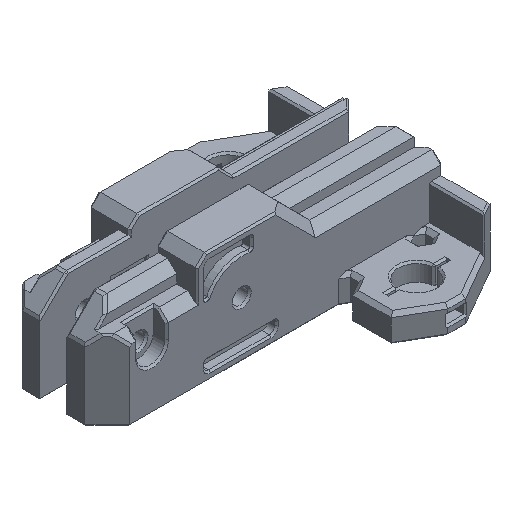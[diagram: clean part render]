
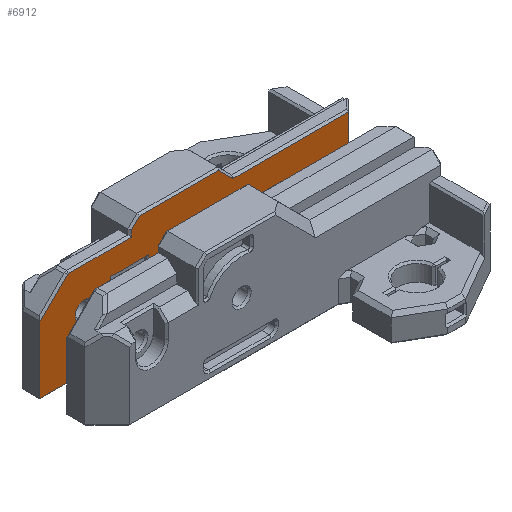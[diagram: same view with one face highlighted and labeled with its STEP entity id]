
A CAD part, isometric view. The second image highlights one B-rep face of the part: STEP entity #6912.
In plain terms, the highlighted planar face has unit normal (0, -1, 0).
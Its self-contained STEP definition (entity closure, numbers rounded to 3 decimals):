
#18=FACE_BOUND('',#650,.T.);
#19=FACE_BOUND('',#651,.T.);
#20=FACE_BOUND('',#652,.T.);
#75=CIRCLE('',#7350,2.1);
#76=CIRCLE('',#7351,2.1);
#234=FACE_OUTER_BOUND('',#649,.T.);
#649=EDGE_LOOP('',(#4659,#4660,#4661,#4662,#4663,#4664,#4665,#4666,#4667,
#4668));
#650=EDGE_LOOP('',(#4669));
#651=EDGE_LOOP('',(#4670));
#652=EDGE_LOOP('',(#4671,#4672,#4673,#4674,#4675,#4676,#4677,#4678,#4679,
#4680));
#1112=LINE('',#9904,#2021);
#1116=LINE('',#9912,#2025);
#1119=LINE('',#9919,#2028);
#1123=LINE('',#9927,#2032);
#1126=LINE('',#9933,#2035);
#1130=LINE('',#9941,#2039);
#1133=LINE('',#9947,#2042);
#1136=LINE('',#9953,#2045);
#1138=LINE('',#9956,#2047);
#1141=LINE('',#9960,#2050);
#1153=LINE('',#9986,#2062);
#1154=LINE('',#9988,#2063);
#1155=LINE('',#9990,#2064);
#1156=LINE('',#9992,#2065);
#1157=LINE('',#9994,#2066);
#1158=LINE('',#9996,#2067);
#1159=LINE('',#9998,#2068);
#1160=LINE('',#10000,#2069);
#1161=LINE('',#10002,#2070);
#1162=LINE('',#10003,#2071);
#2021=VECTOR('',#7935,10.);
#2025=VECTOR('',#7941,10.);
#2028=VECTOR('',#7946,10.);
#2032=VECTOR('',#7952,10.);
#2035=VECTOR('',#7957,10.);
#2039=VECTOR('',#7963,10.);
#2042=VECTOR('',#7968,10.);
#2045=VECTOR('',#7973,10.);
#2047=VECTOR('',#7977,10.);
#2050=VECTOR('',#7982,10.);
#2062=VECTOR('',#8006,10.);
#2063=VECTOR('',#8007,10.);
#2064=VECTOR('',#8008,10.);
#2065=VECTOR('',#8009,10.);
#2066=VECTOR('',#8010,10.);
#2067=VECTOR('',#8011,10.);
#2068=VECTOR('',#8012,10.);
#2069=VECTOR('',#8013,10.);
#2070=VECTOR('',#8014,10.);
#2071=VECTOR('',#8015,10.);
#2923=VERTEX_POINT('',#9902);
#2924=VERTEX_POINT('',#9903);
#2927=VERTEX_POINT('',#9911);
#2929=VERTEX_POINT('',#9917);
#2930=VERTEX_POINT('',#9918);
#2933=VERTEX_POINT('',#9926);
#2935=VERTEX_POINT('',#9932);
#2938=VERTEX_POINT('',#9940);
#2940=VERTEX_POINT('',#9946);
#2942=VERTEX_POINT('',#9952);
#2949=VERTEX_POINT('',#9984);
#2950=VERTEX_POINT('',#9985);
#2951=VERTEX_POINT('',#9987);
#2952=VERTEX_POINT('',#9989);
#2953=VERTEX_POINT('',#9991);
#2954=VERTEX_POINT('',#9993);
#2955=VERTEX_POINT('',#9995);
#2956=VERTEX_POINT('',#9997);
#2957=VERTEX_POINT('',#9999);
#2958=VERTEX_POINT('',#10001);
#2959=VERTEX_POINT('',#10004);
#2960=VERTEX_POINT('',#10006);
#3551=EDGE_CURVE('',#2923,#2924,#1112,.T.);
#3555=EDGE_CURVE('',#2924,#2927,#1116,.T.);
#3558=EDGE_CURVE('',#2929,#2930,#1119,.T.);
#3562=EDGE_CURVE('',#2930,#2933,#1123,.T.);
#3565=EDGE_CURVE('',#2933,#2935,#1126,.T.);
#3569=EDGE_CURVE('',#2935,#2938,#1130,.T.);
#3572=EDGE_CURVE('',#2938,#2940,#1133,.T.);
#3575=EDGE_CURVE('',#2940,#2942,#1136,.T.);
#3577=EDGE_CURVE('',#2927,#2929,#1138,.T.);
#3580=EDGE_CURVE('',#2942,#2923,#1141,.T.);
#3592=EDGE_CURVE('',#2949,#2950,#1153,.T.);
#3593=EDGE_CURVE('',#2951,#2949,#1154,.T.);
#3594=EDGE_CURVE('',#2952,#2951,#1155,.T.);
#3595=EDGE_CURVE('',#2953,#2952,#1156,.T.);
#3596=EDGE_CURVE('',#2954,#2953,#1157,.T.);
#3597=EDGE_CURVE('',#2955,#2954,#1158,.T.);
#3598=EDGE_CURVE('',#2956,#2955,#1159,.T.);
#3599=EDGE_CURVE('',#2957,#2956,#1160,.T.);
#3600=EDGE_CURVE('',#2958,#2957,#1161,.T.);
#3601=EDGE_CURVE('',#2950,#2958,#1162,.T.);
#3602=EDGE_CURVE('',#2959,#2959,#75,.T.);
#3603=EDGE_CURVE('',#2960,#2960,#76,.T.);
#4659=ORIENTED_EDGE('',*,*,#3592,.F.);
#4660=ORIENTED_EDGE('',*,*,#3593,.F.);
#4661=ORIENTED_EDGE('',*,*,#3594,.F.);
#4662=ORIENTED_EDGE('',*,*,#3595,.F.);
#4663=ORIENTED_EDGE('',*,*,#3596,.F.);
#4664=ORIENTED_EDGE('',*,*,#3597,.F.);
#4665=ORIENTED_EDGE('',*,*,#3598,.F.);
#4666=ORIENTED_EDGE('',*,*,#3599,.F.);
#4667=ORIENTED_EDGE('',*,*,#3600,.F.);
#4668=ORIENTED_EDGE('',*,*,#3601,.F.);
#4669=ORIENTED_EDGE('',*,*,#3602,.F.);
#4670=ORIENTED_EDGE('',*,*,#3603,.F.);
#4671=ORIENTED_EDGE('',*,*,#3558,.F.);
#4672=ORIENTED_EDGE('',*,*,#3577,.F.);
#4673=ORIENTED_EDGE('',*,*,#3555,.F.);
#4674=ORIENTED_EDGE('',*,*,#3551,.F.);
#4675=ORIENTED_EDGE('',*,*,#3580,.F.);
#4676=ORIENTED_EDGE('',*,*,#3575,.F.);
#4677=ORIENTED_EDGE('',*,*,#3572,.F.);
#4678=ORIENTED_EDGE('',*,*,#3569,.F.);
#4679=ORIENTED_EDGE('',*,*,#3565,.F.);
#4680=ORIENTED_EDGE('',*,*,#3562,.F.);
#6558=PLANE('',#7349);
#6912=ADVANCED_FACE('',(#234,#18,#19,#20),#6558,.T.);
#7349=AXIS2_PLACEMENT_3D('',#9983,#8004,#8005);
#7350=AXIS2_PLACEMENT_3D('',#10005,#8016,#8017);
#7351=AXIS2_PLACEMENT_3D('',#10007,#8018,#8019);
#7935=DIRECTION('',(1.,0.,0.));
#7941=DIRECTION('',(-0.607,0.,-0.795));
#7946=DIRECTION('',(1.,0.,0.));
#7952=DIRECTION('',(0.,0.,1.));
#7957=DIRECTION('',(-1.,0.,0.));
#7963=DIRECTION('',(0.607,0.,0.795));
#7968=DIRECTION('',(0.,0.,1.));
#7973=DIRECTION('',(-1.,0.,0.));
#7977=DIRECTION('',(0.,0.,-1.));
#7982=DIRECTION('',(0.,0.,-1.));
#8004=DIRECTION('center_axis',(0.,-1.,0.));
#8005=DIRECTION('ref_axis',(1.,0.,0.));
#8006=DIRECTION('',(-1.,0.,0.));
#8007=DIRECTION('',(0.,0.,-1.));
#8008=DIRECTION('',(1.,0.,0.));
#8009=DIRECTION('',(0.707,0.,-0.707));
#8010=DIRECTION('',(1.,0.,0.));
#8011=DIRECTION('',(0.707,0.,0.707));
#8012=DIRECTION('',(0.,0.,1.));
#8013=DIRECTION('',(1.,0.,0.));
#8014=DIRECTION('',(0.707,0.,0.707));
#8015=DIRECTION('',(0.,0.,1.));
#8016=DIRECTION('center_axis',(0.,-1.,0.));
#8017=DIRECTION('ref_axis',(-1.,0.,0.));
#8018=DIRECTION('center_axis',(0.,-1.,0.));
#8019=DIRECTION('ref_axis',(-1.,0.,0.));
#9902=CARTESIAN_POINT('',(-4.375,3.,13.99));
#9903=CARTESIAN_POINT('',(0.474,3.,13.99));
#9904=CARTESIAN_POINT('',(-9.661,3.,13.99));
#9911=CARTESIAN_POINT('',(-4.529,3.,7.431));
#9912=CARTESIAN_POINT('',(-9.184,3.,1.331));
#9917=CARTESIAN_POINT('',(-4.529,3.,5.7));
#9918=CARTESIAN_POINT('',(4.129,3.,5.7));
#9919=CARTESIAN_POINT('',(-8.135,3.,5.7));
#9926=CARTESIAN_POINT('',(4.129,3.,7.826));
#9927=CARTESIAN_POINT('',(4.129,3.,3.813));
#9932=CARTESIAN_POINT('',(-0.967,3.,7.826));
#9933=CARTESIAN_POINT('',(-10.786,3.,7.826));
#9940=CARTESIAN_POINT('',(4.037,3.,14.384));
#9941=CARTESIAN_POINT('',(-3.911,3.,3.967));
#9946=CARTESIAN_POINT('',(4.037,3.,16.1));
#9947=CARTESIAN_POINT('',(4.037,3.,7.95));
#9952=CARTESIAN_POINT('',(-4.375,3.,16.1));
#9953=CARTESIAN_POINT('',(-12.188,3.,16.1));
#9956=CARTESIAN_POINT('',(-4.529,3.,2.95));
#9960=CARTESIAN_POINT('',(-4.375,3.,7.095));
#9983=CARTESIAN_POINT('Origin',(-20.2,3.,0.));
#9984=CARTESIAN_POINT('',(48.6,3.,0.4));
#9985=CARTESIAN_POINT('',(-20.2,3.,0.4));
#9986=CARTESIAN_POINT('',(-1.5,3.,0.4));
#9987=CARTESIAN_POINT('',(48.6,3.,21.4));
#9988=CARTESIAN_POINT('',(48.6,3.,0.));
#9989=CARTESIAN_POINT('',(22.834,3.,21.4));
#9990=CARTESIAN_POINT('',(-1.5,3.,21.4));
#9991=CARTESIAN_POINT('',(19.634,3.,24.6));
#9992=CARTESIAN_POINT('',(24.606,3.,19.628));
#9993=CARTESIAN_POINT('',(1.966,3.,24.6));
#9994=CARTESIAN_POINT('',(-5.2,3.,24.6));
#9995=CARTESIAN_POINT('',(0.2,3.,22.834));
#9996=CARTESIAN_POINT('',(-10.167,3.,12.467));
#9997=CARTESIAN_POINT('',(0.2,3.,21.4));
#9998=CARTESIAN_POINT('',(0.2,3.,0.));
#9999=CARTESIAN_POINT('',(-14.034,3.,21.4));
#10000=CARTESIAN_POINT('',(-1.5,3.,21.4));
#10001=CARTESIAN_POINT('',(-20.2,3.,15.234));
#10002=CARTESIAN_POINT('',(-22.367,3.,13.067));
#10003=CARTESIAN_POINT('',(-20.2,3.,0.));
#10004=CARTESIAN_POINT('',(-8.1,3.,12.5));
#10005=CARTESIAN_POINT('Origin',(-10.2,3.,12.5));
#10006=CARTESIAN_POINT('',(11.9,3.,12.5));
#10007=CARTESIAN_POINT('Origin',(9.8,3.,12.5));
